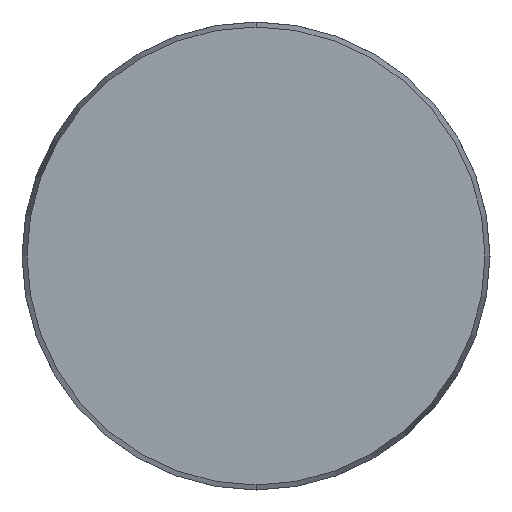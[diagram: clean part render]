
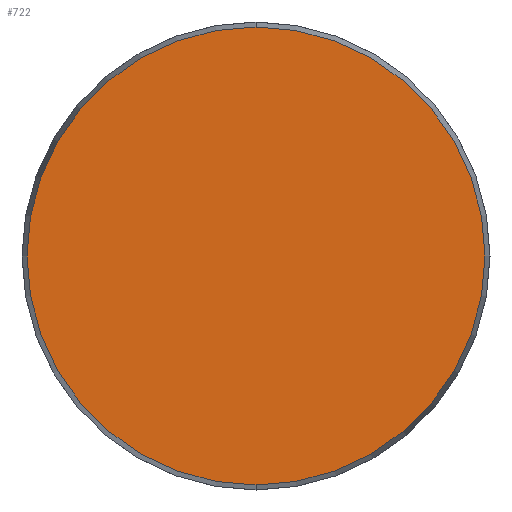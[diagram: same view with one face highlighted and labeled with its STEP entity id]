
A CAD part, front view. The second image highlights one B-rep face of the part: STEP entity #722.
In plain terms, the highlighted planar face has unit normal (0, -1, 0).
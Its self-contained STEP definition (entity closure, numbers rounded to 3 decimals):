
#23 = VERTEX_POINT ( 'NONE', #590 ) ;
#51 = CIRCLE ( 'NONE', #765, 39.143 ) ;
#76 = DIRECTION ( 'NONE',  ( 0., 0., -1. ) ) ;
#79 = PLANE ( 'NONE',  #882 ) ;
#90 = DIRECTION ( 'NONE',  ( 0., 0., 1. ) ) ;
#128 = DIRECTION ( 'NONE',  ( 0., -1., 0. ) ) ;
#165 = CARTESIAN_POINT ( 'NONE',  ( -39.143, 0., 0. ) ) ;
#187 = CARTESIAN_POINT ( 'NONE',  ( 0., 0., 0. ) ) ;
#189 = ORIENTED_EDGE ( 'NONE', *, *, #937, .T. ) ;
#233 = CARTESIAN_POINT ( 'NONE',  ( 0., 0., -39.143 ) ) ;
#253 = FACE_OUTER_BOUND ( 'NONE', #789, .T. ) ;
#383 = DIRECTION ( 'NONE',  ( 0., -1., 0. ) ) ;
#420 = CIRCLE ( 'NONE', #451, 39.143 ) ;
#451 = AXIS2_PLACEMENT_3D ( 'NONE', #187, #128, #509 ) ;
#509 = DIRECTION ( 'NONE',  ( 0., 0., -1. ) ) ;
#577 = VERTEX_POINT ( 'NONE', #233 ) ;
#578 = EDGE_CURVE ( 'NONE', #23, #577, #51, .T. ) ;
#590 = CARTESIAN_POINT ( 'NONE',  ( 0., 0., 39.143 ) ) ;
#701 = CARTESIAN_POINT ( 'NONE',  ( 0., 0., 0. ) ) ;
#722 = ADVANCED_FACE ( 'NONE', ( #253 ), #79, .F. ) ;
#726 = DIRECTION ( 'NONE',  ( 0., 1., 0. ) ) ;
#765 = AXIS2_PLACEMENT_3D ( 'NONE', #701, #383, #76 ) ;
#789 = EDGE_LOOP ( 'NONE', ( #867, #189 ) ) ;
#867 = ORIENTED_EDGE ( 'NONE', *, *, #578, .T. ) ;
#882 = AXIS2_PLACEMENT_3D ( 'NONE', #165, #726, #90 ) ;
#937 = EDGE_CURVE ( 'NONE', #577, #23, #420, .T. ) ;
